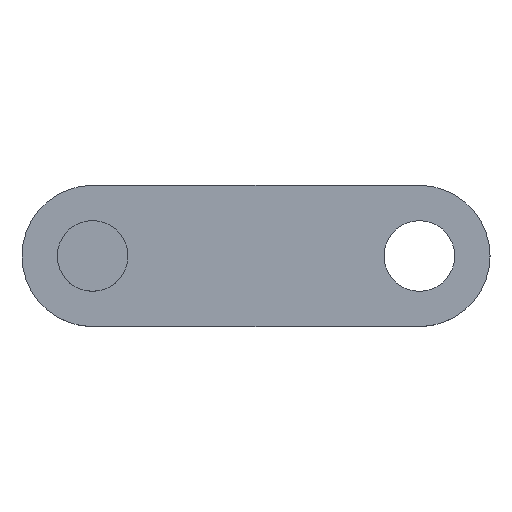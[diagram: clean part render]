
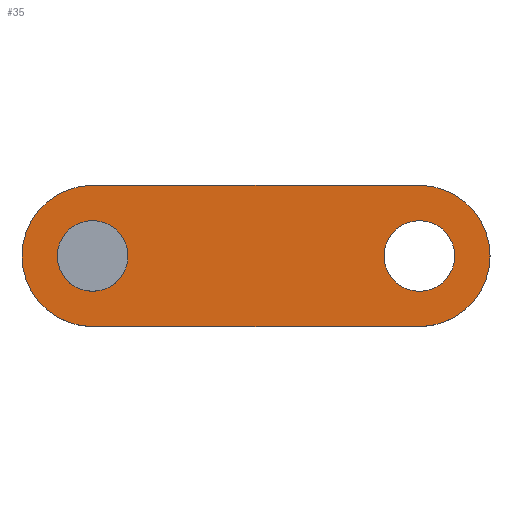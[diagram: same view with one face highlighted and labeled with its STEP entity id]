
A CAD part, top view. The second image highlights one B-rep face of the part: STEP entity #35.
In plain terms, the highlighted planar face has unit normal (0, 0, 1).
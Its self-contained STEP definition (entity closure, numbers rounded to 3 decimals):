
#4 = CIRCLE ( 'NONE', #364, 20. ) ;
#5 = VERTEX_POINT ( 'NONE', #117 ) ;
#8 = DIRECTION ( 'NONE',  ( 1., 0., 0. ) ) ;
#9 = EDGE_LOOP ( 'NONE', ( #120, #174, #273, #367, #257 ) ) ;
#14 = CIRCLE ( 'NONE', #375, 20. ) ;
#19 = DIRECTION ( 'NONE',  ( 0., 0., 1. ) ) ;
#22 = PLANE ( 'NONE',  #238 ) ;
#27 = CIRCLE ( 'NONE', #127, 20. ) ;
#34 = DIRECTION ( 'NONE',  ( 0., 0., 1. ) ) ;
#35 = ADVANCED_FACE ( 'NONE', ( #156, #336, #244 ), #22, .T. ) ;
#36 = EDGE_CURVE ( 'NONE', #110, #171, #27, .T. ) ;
#51 = CARTESIAN_POINT ( 'NONE',  ( 0., 0., 20. ) ) ;
#53 = DIRECTION ( 'NONE',  ( 0., 0., 1. ) ) ;
#59 = DIRECTION ( 'NONE',  ( 1., 0., 0. ) ) ;
#70 = AXIS2_PLACEMENT_3D ( 'NONE', #303, #340, #247 ) ;
#96 = DIRECTION ( 'NONE',  ( 0., 0., 1. ) ) ;
#110 = VERTEX_POINT ( 'NONE', #355 ) ;
#111 = CARTESIAN_POINT ( 'NONE',  ( 205., 0., 20. ) ) ;
#113 = CIRCLE ( 'NONE', #324, 40. ) ;
#116 = CARTESIAN_POINT ( 'NONE',  ( 185., -40., 20. ) ) ;
#117 = CARTESIAN_POINT ( 'NONE',  ( -40., 0., 20. ) ) ;
#120 = ORIENTED_EDGE ( 'NONE', *, *, #286, .T. ) ;
#121 = EDGE_CURVE ( 'NONE', #194, #342, #271, .T. ) ;
#127 = AXIS2_PLACEMENT_3D ( 'NONE', #186, #188, #320 ) ;
#140 = AXIS2_PLACEMENT_3D ( 'NONE', #192, #53, #182 ) ;
#150 = CARTESIAN_POINT ( 'NONE',  ( 0., 0., 20. ) ) ;
#155 = VECTOR ( 'NONE', #253, 1000. ) ;
#156 = FACE_BOUND ( 'NONE', #390, .T. ) ;
#164 = VERTEX_POINT ( 'NONE', #379 ) ;
#166 = LINE ( 'NONE', #250, #371 ) ;
#167 = ORIENTED_EDGE ( 'NONE', *, *, #197, .F. ) ;
#171 = VERTEX_POINT ( 'NONE', #111 ) ;
#174 = ORIENTED_EDGE ( 'NONE', *, *, #211, .T. ) ;
#177 = EDGE_CURVE ( 'NONE', #408, #194, #113, .T. ) ;
#182 = DIRECTION ( 'NONE',  ( 1., 0., 0. ) ) ;
#186 = CARTESIAN_POINT ( 'NONE',  ( 185., 0., 20. ) ) ;
#187 = CARTESIAN_POINT ( 'NONE',  ( 0., 40., 20. ) ) ;
#188 = DIRECTION ( 'NONE',  ( 0., 0., 1. ) ) ;
#192 = CARTESIAN_POINT ( 'NONE',  ( 0., 0., 20. ) ) ;
#194 = VERTEX_POINT ( 'NONE', #372 ) ;
#197 = EDGE_CURVE ( 'NONE', #419, #164, #4, .T. ) ;
#206 = ORIENTED_EDGE ( 'NONE', *, *, #224, .F. ) ;
#211 = EDGE_CURVE ( 'NONE', #5, #348, #360, .T. ) ;
#224 = EDGE_CURVE ( 'NONE', #171, #110, #327, .T. ) ;
#237 = CARTESIAN_POINT ( 'NONE',  ( 185., 0., 20. ) ) ;
#238 = AXIS2_PLACEMENT_3D ( 'NONE', #150, #96, #387 ) ;
#244 = FACE_BOUND ( 'NONE', #361, .T. ) ;
#247 = DIRECTION ( 'NONE',  ( 1., 0., 0. ) ) ;
#250 = CARTESIAN_POINT ( 'NONE',  ( 0., -40., 20. ) ) ;
#253 = DIRECTION ( 'NONE',  ( -1., 0., 0. ) ) ;
#257 = ORIENTED_EDGE ( 'NONE', *, *, #121, .T. ) ;
#269 = DIRECTION ( 'NONE',  ( 1., 0., 0. ) ) ;
#270 = CARTESIAN_POINT ( 'NONE',  ( 0., 0., 20. ) ) ;
#271 = LINE ( 'NONE', #284, #155 ) ;
#273 = ORIENTED_EDGE ( 'NONE', *, *, #394, .T. ) ;
#284 = CARTESIAN_POINT ( 'NONE',  ( 0., 40., 20. ) ) ;
#286 = EDGE_CURVE ( 'NONE', #342, #5, #427, .T. ) ;
#289 = ORIENTED_EDGE ( 'NONE', *, *, #382, .F. ) ;
#291 = CARTESIAN_POINT ( 'NONE',  ( 0., 0., 20. ) ) ;
#300 = ORIENTED_EDGE ( 'NONE', *, *, #36, .F. ) ;
#303 = CARTESIAN_POINT ( 'NONE',  ( 185., 0., 20. ) ) ;
#309 = AXIS2_PLACEMENT_3D ( 'NONE', #270, #406, #8 ) ;
#320 = DIRECTION ( 'NONE',  ( 1., 0., 0. ) ) ;
#323 = DIRECTION ( 'NONE',  ( 1., 0., 0. ) ) ;
#324 = AXIS2_PLACEMENT_3D ( 'NONE', #237, #34, #269 ) ;
#327 = CIRCLE ( 'NONE', #70, 20. ) ;
#336 = FACE_OUTER_BOUND ( 'NONE', #9, .T. ) ;
#340 = DIRECTION ( 'NONE',  ( 0., 0., 1. ) ) ;
#342 = VERTEX_POINT ( 'NONE', #187 ) ;
#348 = VERTEX_POINT ( 'NONE', #350 ) ;
#350 = CARTESIAN_POINT ( 'NONE',  ( 0., -40., 20. ) ) ;
#354 = CARTESIAN_POINT ( 'NONE',  ( 20., 0., 20. ) ) ;
#355 = CARTESIAN_POINT ( 'NONE',  ( 165., 0., 20. ) ) ;
#360 = CIRCLE ( 'NONE', #309, 40. ) ;
#361 = EDGE_LOOP ( 'NONE', ( #300, #206 ) ) ;
#362 = DIRECTION ( 'NONE',  ( 1., 0., 0. ) ) ;
#364 = AXIS2_PLACEMENT_3D ( 'NONE', #291, #19, #323 ) ;
#367 = ORIENTED_EDGE ( 'NONE', *, *, #177, .T. ) ;
#371 = VECTOR ( 'NONE', #362, 1000. ) ;
#372 = CARTESIAN_POINT ( 'NONE',  ( 185., 40., 20. ) ) ;
#375 = AXIS2_PLACEMENT_3D ( 'NONE', #51, #416, #59 ) ;
#379 = CARTESIAN_POINT ( 'NONE',  ( -20., 0., 20. ) ) ;
#382 = EDGE_CURVE ( 'NONE', #164, #419, #14, .T. ) ;
#387 = DIRECTION ( 'NONE',  ( 1., 0., 0. ) ) ;
#390 = EDGE_LOOP ( 'NONE', ( #289, #167 ) ) ;
#394 = EDGE_CURVE ( 'NONE', #348, #408, #166, .T. ) ;
#406 = DIRECTION ( 'NONE',  ( 0., 0., 1. ) ) ;
#408 = VERTEX_POINT ( 'NONE', #116 ) ;
#416 = DIRECTION ( 'NONE',  ( 0., 0., 1. ) ) ;
#419 = VERTEX_POINT ( 'NONE', #354 ) ;
#427 = CIRCLE ( 'NONE', #140, 40. ) ;
